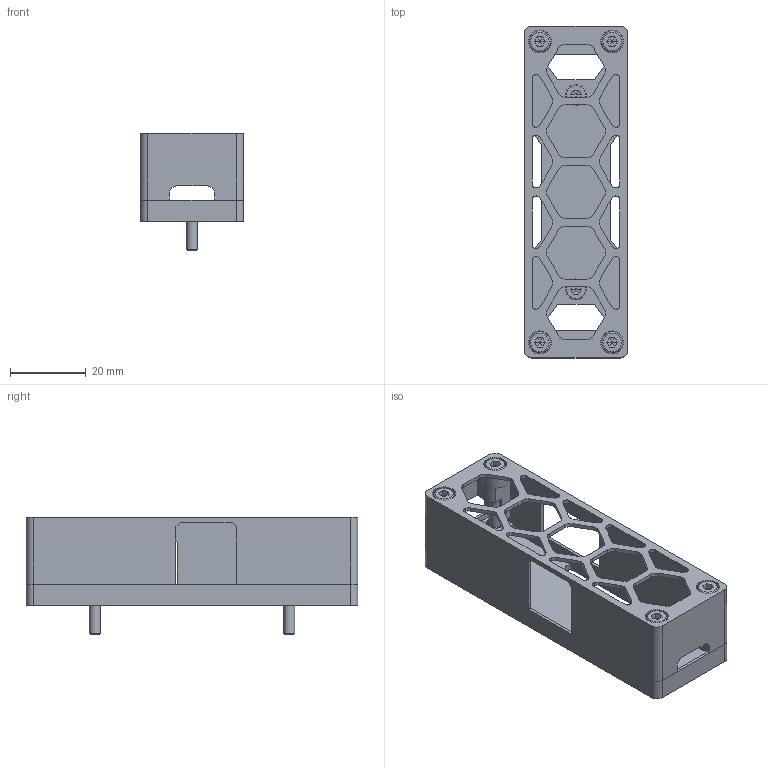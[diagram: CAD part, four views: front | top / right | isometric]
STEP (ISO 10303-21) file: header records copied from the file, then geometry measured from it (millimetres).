
FILE_DESCRIPTION(/* description */ (''),/* implementation_level */ '2;1');
FILE_NAME(/* name */ 'U2C Mount v2.step',/* time_stamp */ '2025-04-21T12:30:20-05:00',/* author */ (''),/* organization */ (''),/* preprocessor_version */ 'ST-DEVELOPER v20.1',/* originating_system */ 'Autodesk Translation Framework v14.4.0.0',/* authorisation */ '');
FILE_SCHEMA (('AUTOMOTIVE_DESIGN { 1 0 10303 214 3 1 1 }'));
Length unit declared in the file: millimetre
Products named in the file (7): Rpi Mount Din; BTT U2C v1; Bottom Plate; Top Cover; Broached Hexagon Socket Head Cap Screw ANSI B18.3.1M - M3x0.5 x 8 Ste
el Grade 2 Plain v1; Broached Hexagon Socket Head Cap Screw ANSI B18.3.1M - M3x0.5 x 30 St
eel Grade 2 Plain v1; (Unsaved)
Assembly tree (13 placements, depth 3):
  Rpi Mount Din
    BTT U2C v1
      Bottom Plate
      Broached Hexagon Socket Head Cap Screw ANSI B18.3.1M - M3x0.5 x 8 Ste
el Grade 2 Plain v1  x2
      Top Cover
      Broached Hexagon Socket Head Cap Screw ANSI B18.3.1M - M3x0.5 x 30 St
eel Grade 2 Plain v1  x4
      (Unsaved)  x4
Bounding box: 27.2 x 87.55 x 30.89 mm (x, y, z)
Volume: 10341.2 mm3; surface area: 18205 mm2
Topology: 12 solids, 12 shells, 921 faces, 2532 edges, 1658 vertices
Faces by surface type: bspline 312, plane 283, cylinder 258, cone 62, torus 6
Full cylindrical faces by diameter (mm): 2.9 x4, 2.927 x6, 3.3 x6, 4.1 x4, 4.25 x8, 4.7 x4, 5.5 x6, 6 x4
Entity records: 20190 total; most frequent: CARTESIAN_POINT 8036, ORIENTED_EDGE 2602, DIRECTION 2371, EDGE_CURVE 1301, VERTEX_POINT 853, AXIS2_PLACEMENT_3D 836, LINE 699, VECTOR 699
